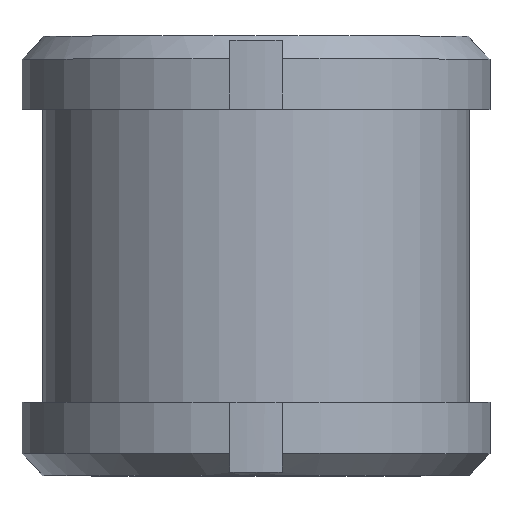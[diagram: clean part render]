
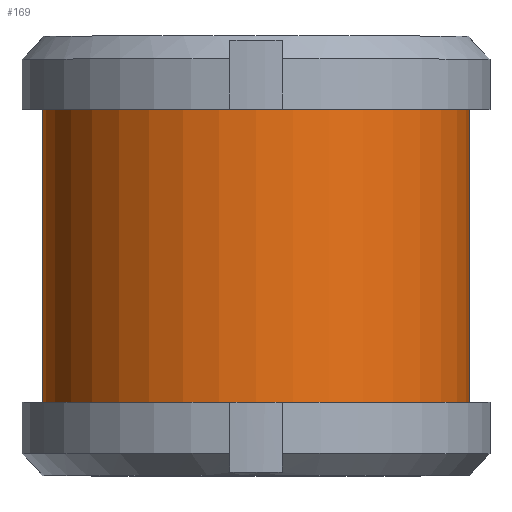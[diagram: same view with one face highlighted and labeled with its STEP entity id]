
A CAD part, top view. The second image highlights one B-rep face of the part: STEP entity #169.
In plain terms, the highlighted cylindrical face has radius 20.4 mm (diameter 40.8 mm), a full revolution.
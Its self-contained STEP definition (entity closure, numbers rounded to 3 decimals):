
#169 = ADVANCED_FACE( '', ( #350, #351 ), #352, .T. );
#350 = FACE_OUTER_BOUND( '', #529, .T. );
#351 = FACE_OUTER_BOUND( '', #530, .T. );
#352 = CYLINDRICAL_SURFACE( '', #531, 20.4 );
#529 = EDGE_LOOP( '', ( #952 ) );
#530 = EDGE_LOOP( '', ( #953 ) );
#531 = AXIS2_PLACEMENT_3D( '', #954, #955, #956 );
#952 = ORIENTED_EDGE( '', *, *, #1072, .T. );
#953 = ORIENTED_EDGE( '', *, *, #979, .F. );
#954 = CARTESIAN_POINT( '', ( 0., 0., 0. ) );
#955 = DIRECTION( '', ( 0., 1., 0. ) );
#956 = DIRECTION( '', ( 0., 0., -1. ) );
#979 = EDGE_CURVE( '', #1145, #1145, #1146, .T. );
#1072 = EDGE_CURVE( '', #1301, #1301, #1302, .T. );
#1145 = VERTEX_POINT( '', #1390 );
#1146 = CIRCLE( '', #1391, 20.4 );
#1301 = VERTEX_POINT( '', #1643 );
#1302 = CIRCLE( '', #1644, 20.4 );
#1390 = CARTESIAN_POINT( '', ( 0., 7., -20.4 ) );
#1391 = AXIS2_PLACEMENT_3D( '', #1779, #1780, #1781 );
#1643 = CARTESIAN_POINT( '', ( 0., 35., -20.4 ) );
#1644 = AXIS2_PLACEMENT_3D( '', #1909, #1910, #1911 );
#1779 = CARTESIAN_POINT( '', ( 0., 7., 0. ) );
#1780 = DIRECTION( '', ( 0., -1., 0. ) );
#1781 = DIRECTION( '', ( 0., 0., -1. ) );
#1909 = CARTESIAN_POINT( '', ( 0., 35., 0. ) );
#1910 = DIRECTION( '', ( 0., -1., 0. ) );
#1911 = DIRECTION( '', ( 0., 0., -1. ) );
